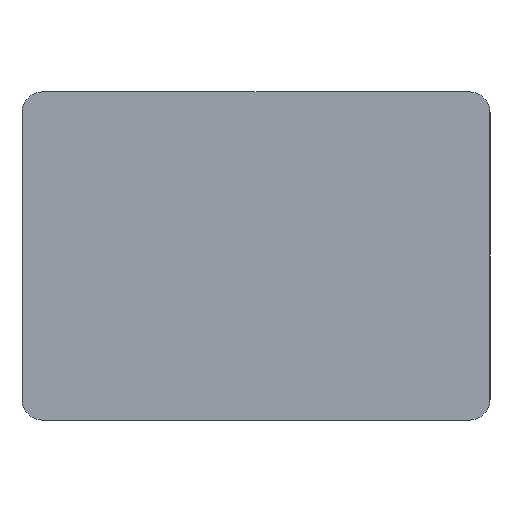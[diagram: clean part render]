
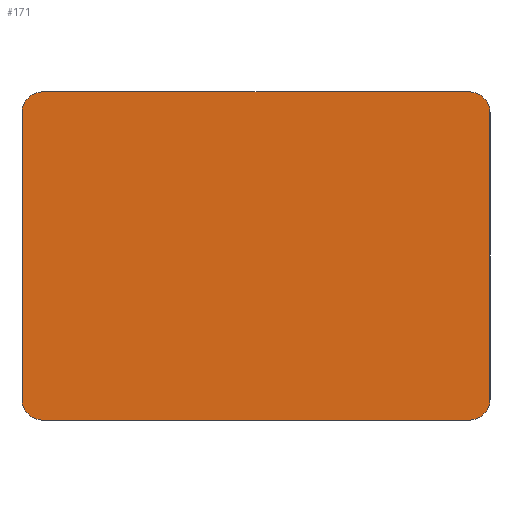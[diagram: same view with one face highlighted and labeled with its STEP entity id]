
A CAD part, front view. The second image highlights one B-rep face of the part: STEP entity #171.
In plain terms, the highlighted planar face has unit normal (0, -1, 0).
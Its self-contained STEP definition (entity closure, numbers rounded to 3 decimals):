
#8 = VERTEX_POINT ( 'NONE', #583 ) ;
#40 = CARTESIAN_POINT ( 'NONE',  ( -33.5, -3., 20.5 ) ) ;
#47 = EDGE_CURVE ( 'NONE', #417, #1164, #837, .T. ) ;
#57 = EDGE_CURVE ( 'NONE', #1182, #1164, #275, .T. ) ;
#92 = CARTESIAN_POINT ( 'NONE',  ( -30.5, -3., -20.5 ) ) ;
#95 = CARTESIAN_POINT ( 'NONE',  ( 33.5, -3., -20.5 ) ) ;
#114 = AXIS2_PLACEMENT_3D ( 'NONE', #386, #1281, #475 ) ;
#121 = EDGE_CURVE ( 'NONE', #453, #879, #1011, .T. ) ;
#134 = CARTESIAN_POINT ( 'NONE',  ( -30.5, -3., -23.5 ) ) ;
#136 = CARTESIAN_POINT ( 'NONE',  ( -30.5, -3., -23.5 ) ) ;
#156 = ORIENTED_EDGE ( 'NONE', *, *, #233, .F. ) ;
#171 = ADVANCED_FACE ( 'NONE', ( #310 ), #520, .F. ) ;
#192 = LINE ( 'NONE', #95, #301 ) ;
#233 = EDGE_CURVE ( 'NONE', #1182, #8, #192, .T. ) ;
#275 = CIRCLE ( 'NONE', #114, 3. ) ;
#282 = ORIENTED_EDGE ( 'NONE', *, *, #121, .T. ) ;
#294 = ORIENTED_EDGE ( 'NONE', *, *, #807, .T. ) ;
#301 = VECTOR ( 'NONE', #1072, 1000. ) ;
#310 = FACE_OUTER_BOUND ( 'NONE', #1280, .T. ) ;
#315 = DIRECTION ( 'NONE',  ( 0., 0., 1. ) ) ;
#355 = CARTESIAN_POINT ( 'NONE',  ( 33.5, -3., 20.5 ) ) ;
#369 = CARTESIAN_POINT ( 'NONE',  ( 30.5, -3., -23.5 ) ) ;
#386 = CARTESIAN_POINT ( 'NONE',  ( 30.5, -3., 20.5 ) ) ;
#389 = AXIS2_PLACEMENT_3D ( 'NONE', #435, #1307, #1193 ) ;
#417 = VERTEX_POINT ( 'NONE', #781 ) ;
#435 = CARTESIAN_POINT ( 'NONE',  ( 0., -3., 0. ) ) ;
#453 = VERTEX_POINT ( 'NONE', #1243 ) ;
#475 = DIRECTION ( 'NONE',  ( 0., 0., 1. ) ) ;
#520 = PLANE ( 'NONE',  #389 ) ;
#524 = CARTESIAN_POINT ( 'NONE',  ( 30.5, -3., -20.5 ) ) ;
#527 = CARTESIAN_POINT ( 'NONE',  ( -30.5, -3., 20.5 ) ) ;
#534 = CIRCLE ( 'NONE', #684, 3. ) ;
#559 = VERTEX_POINT ( 'NONE', #40 ) ;
#583 = CARTESIAN_POINT ( 'NONE',  ( 33.5, -3., -20.5 ) ) ;
#647 = AXIS2_PLACEMENT_3D ( 'NONE', #92, #1170, #1413 ) ;
#661 = DIRECTION ( 'NONE',  ( 0., 0., 1. ) ) ;
#684 = AXIS2_PLACEMENT_3D ( 'NONE', #524, #1310, #661 ) ;
#728 = ORIENTED_EDGE ( 'NONE', *, *, #57, .T. ) ;
#781 = CARTESIAN_POINT ( 'NONE',  ( -30.5, -3., 23.5 ) ) ;
#805 = CARTESIAN_POINT ( 'NONE',  ( 30.5, -3., 23.5 ) ) ;
#807 = EDGE_CURVE ( 'NONE', #417, #559, #1052, .T. ) ;
#832 = LINE ( 'NONE', #1284, #1221 ) ;
#837 = LINE ( 'NONE', #1379, #901 ) ;
#879 = VERTEX_POINT ( 'NONE', #136 ) ;
#901 = VECTOR ( 'NONE', #1390, 1000. ) ;
#938 = ORIENTED_EDGE ( 'NONE', *, *, #1092, .T. ) ;
#957 = DIRECTION ( 'NONE',  ( 0., 0., 1. ) ) ;
#1004 = VECTOR ( 'NONE', #1141, 1000. ) ;
#1005 = LINE ( 'NONE', #134, #1004 ) ;
#1011 = CIRCLE ( 'NONE', #647, 3. ) ;
#1052 = CIRCLE ( 'NONE', #1081, 3. ) ;
#1072 = DIRECTION ( 'NONE',  ( 0., 0., -1. ) ) ;
#1081 = AXIS2_PLACEMENT_3D ( 'NONE', #527, #1425, #315 ) ;
#1092 = EDGE_CURVE ( 'NONE', #1305, #8, #534, .T. ) ;
#1141 = DIRECTION ( 'NONE',  ( -1., 0., 0. ) ) ;
#1144 = EDGE_CURVE ( 'NONE', #1305, #879, #1005, .T. ) ;
#1164 = VERTEX_POINT ( 'NONE', #805 ) ;
#1170 = DIRECTION ( 'NONE',  ( 0., -1., 0. ) ) ;
#1182 = VERTEX_POINT ( 'NONE', #355 ) ;
#1193 = DIRECTION ( 'NONE',  ( 0., 0., 1. ) ) ;
#1221 = VECTOR ( 'NONE', #957, 1000. ) ;
#1243 = CARTESIAN_POINT ( 'NONE',  ( -33.5, -3., -20.5 ) ) ;
#1280 = EDGE_LOOP ( 'NONE', ( #156, #728, #1318, #294, #1437, #282, #1403, #938 ) ) ;
#1281 = DIRECTION ( 'NONE',  ( 0., -1., 0. ) ) ;
#1284 = CARTESIAN_POINT ( 'NONE',  ( -33.5, -3., -20.5 ) ) ;
#1305 = VERTEX_POINT ( 'NONE', #369 ) ;
#1307 = DIRECTION ( 'NONE',  ( 0., 1., 0. ) ) ;
#1310 = DIRECTION ( 'NONE',  ( 0., -1., 0. ) ) ;
#1318 = ORIENTED_EDGE ( 'NONE', *, *, #47, .F. ) ;
#1376 = EDGE_CURVE ( 'NONE', #453, #559, #832, .T. ) ;
#1379 = CARTESIAN_POINT ( 'NONE',  ( -30.5, -3., 23.5 ) ) ;
#1390 = DIRECTION ( 'NONE',  ( 1., 0., 0. ) ) ;
#1403 = ORIENTED_EDGE ( 'NONE', *, *, #1144, .F. ) ;
#1413 = DIRECTION ( 'NONE',  ( 0., 0., 1. ) ) ;
#1425 = DIRECTION ( 'NONE',  ( 0., -1., 0. ) ) ;
#1437 = ORIENTED_EDGE ( 'NONE', *, *, #1376, .F. ) ;
